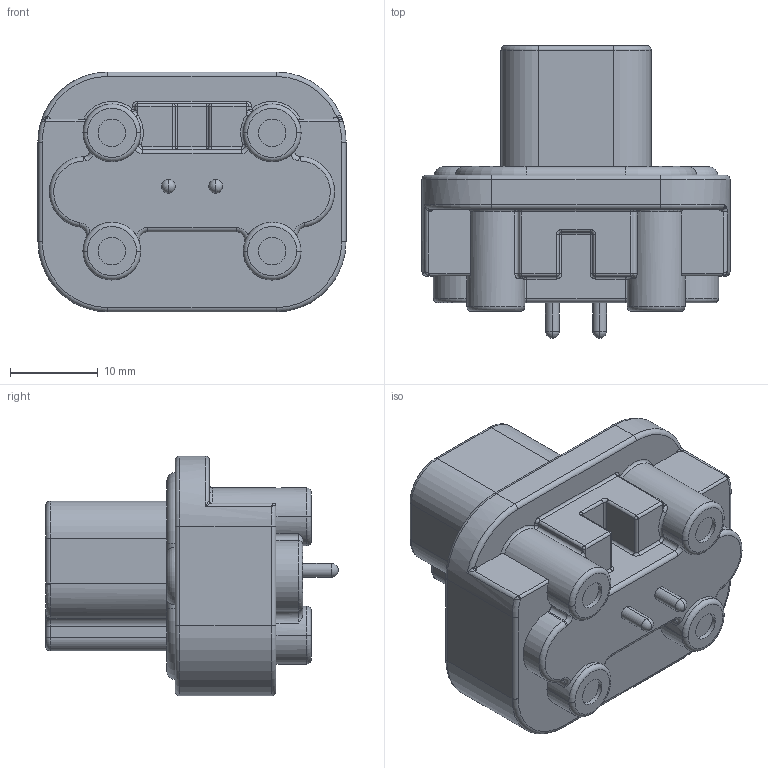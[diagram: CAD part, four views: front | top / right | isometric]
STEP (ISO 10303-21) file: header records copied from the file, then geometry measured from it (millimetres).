
FILE_DESCRIPTION((''),'2;1');
FILE_NAME('C-AT15-2P-BM03_3D','2018-08-07T',('Jony.xie'),(''),'PRO/ENGINEER BY PARAMETRIC TECHNOLOGY CORPORATION, 2013230','PRO/ENGINEER BY PARAMETRIC TECHNOLOGY CORPORATION, 2013230','');
FILE_SCHEMA(('CONFIG_CONTROL_DESIGN'));
Length unit declared in the file: millimetre
Products named in the file (1): C-AT15-2P-BM03_3D
Bounding box: 35.2 x 33.42 x 27.4 mm (x, y, z)
Volume: 10958.5 mm3; surface area: 5622.8 mm2
Topology: 1 solids, 1 shells, 340 faces, 900 edges, 562 vertices
Faces by surface type: cylinder 121, plane 92, torus 65, extrusion 22, bspline 20, sphere 16, cone 4
Entity records: 11655 total; most frequent: CARTESIAN_POINT 3272, DIRECTION 1775, ORIENTED_EDGE 1768, EDGE_CURVE 884, AXIS2_PLACEMENT_3D 705, VERTEX_POINT 562, CIRCLE 407, VECTOR 365
